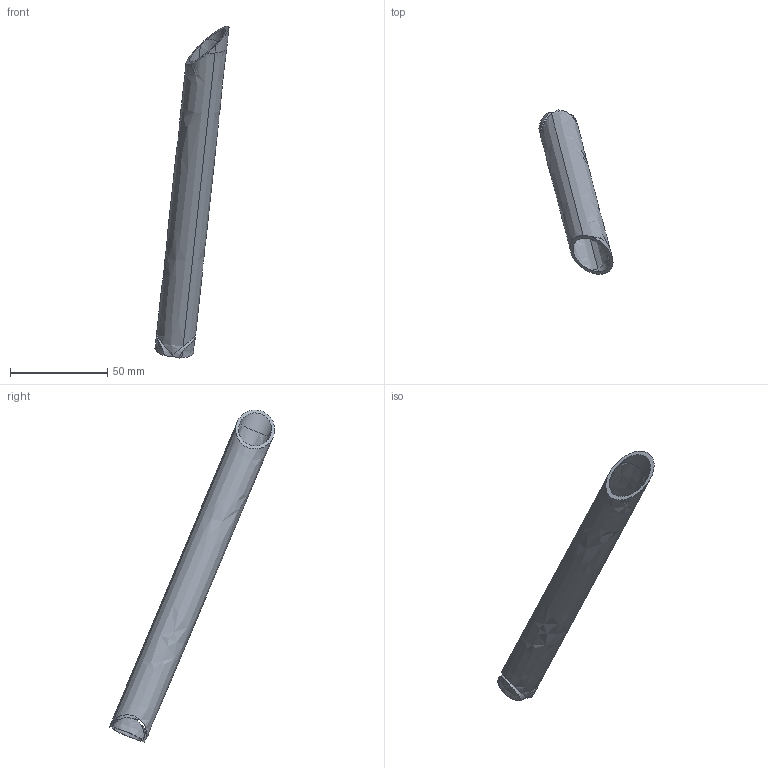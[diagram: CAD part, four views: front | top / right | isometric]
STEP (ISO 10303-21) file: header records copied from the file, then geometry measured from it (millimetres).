
FILE_DESCRIPTION(('CATIA V5 STEP Exchange'),'2;1');
FILE_NAME('44.stp','2018-12-01T18:00:02+00:00',('none'),('none'),'CATIA Version 5 Release 19 SP 2 (IN-10)','CATIA V5 STEP AP203','none');
FILE_SCHEMA(('CONFIG_CONTROL_DESIGN'));
Length unit declared in the file: millimetre
Products named in the file (1): Symmetry of Shape_755
Bounding box: 38 x 84.82 x 170.47 mm (x, y, z)
Volume: 14644.4 mm3; surface area: 20019.4 mm2
Topology: 3 solids, 3 shells, 30 faces, 73 edges, 48 vertices
Faces by surface type: bspline 19, cylinder 8, plane 3
Entity records: 1755 total; most frequent: CARTESIAN_POINT 1225, ORIENTED_EDGE 146, EDGE_CURVE 73, B_SPLINE_CURVE_WITH_KNOTS 47, VERTEX_POINT 46, DIRECTION 31, EDGE_LOOP 31, ADVANCED_FACE 30
